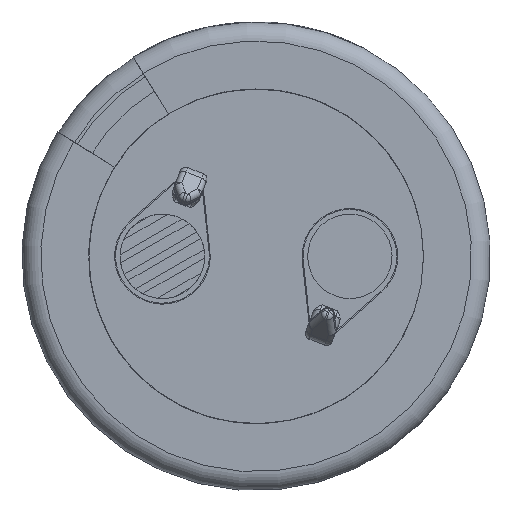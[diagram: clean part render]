
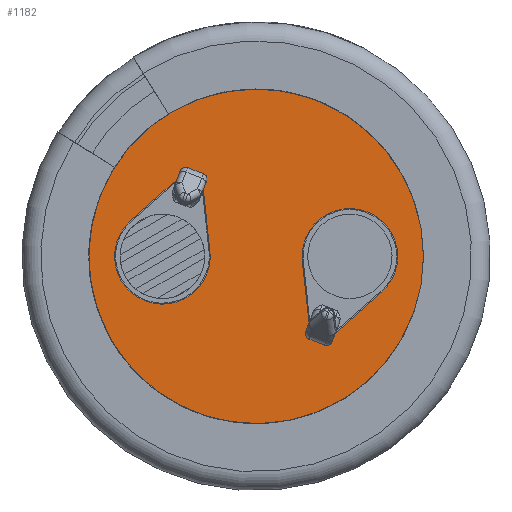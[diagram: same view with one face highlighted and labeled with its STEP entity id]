
A CAD part, front view. The second image highlights one B-rep face of the part: STEP entity #1182.
In plain terms, the highlighted planar face has unit normal (0, -1, 0).
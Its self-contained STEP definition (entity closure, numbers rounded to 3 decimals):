
#1182 = ADVANCED_FACE( '', ( #2762, #2763, #2764 ), #2765, .T. );
#2762 = FACE_OUTER_BOUND( '', #5694, .T. );
#2763 = FACE_BOUND( '', #5695, .T. );
#2764 = FACE_BOUND( '', #5696, .T. );
#2765 = PLANE( '', #5697 );
#5694 = EDGE_LOOP( '', ( #10270 ) );
#5695 = EDGE_LOOP( '', ( #10271, #10272, #10273, #10274 ) );
#5696 = EDGE_LOOP( '', ( #10275, #10276, #10277, #10278 ) );
#5697 = AXIS2_PLACEMENT_3D( '', #10279, #10280, #10281 );
#10270 = ORIENTED_EDGE( '', *, *, #13267, .T. );
#10271 = ORIENTED_EDGE( '', *, *, #14252, .F. );
#10272 = ORIENTED_EDGE( '', *, *, #14253, .F. );
#10273 = ORIENTED_EDGE( '', *, *, #14254, .F. );
#10274 = ORIENTED_EDGE( '', *, *, #13250, .F. );
#10275 = ORIENTED_EDGE( '', *, *, #14255, .T. );
#10276 = ORIENTED_EDGE( '', *, *, #14256, .T. );
#10277 = ORIENTED_EDGE( '', *, *, #13846, .T. );
#10278 = ORIENTED_EDGE( '', *, *, #14080, .T. );
#10279 = CARTESIAN_POINT( '', ( 0., 0., 0. ) );
#10280 = DIRECTION( '', ( 0., -1., 0. ) );
#10281 = DIRECTION( '', ( 1., 0., 0. ) );
#13250 = EDGE_CURVE( '', #15638, #15639, #15640, .T. );
#13267 = EDGE_CURVE( '', #15665, #15665, #15666, .T. );
#13846 = EDGE_CURVE( '', #16636, #16637, #16638, .T. );
#14080 = EDGE_CURVE( '', #16637, #16973, #16974, .T. );
#14252 = EDGE_CURVE( '', #17200, #15638, #17201, .T. );
#14253 = EDGE_CURVE( '', #17202, #17200, #17203, .T. );
#14254 = EDGE_CURVE( '', #15639, #17202, #17204, .T. );
#14255 = EDGE_CURVE( '', #16973, #17205, #17206, .T. );
#14256 = EDGE_CURVE( '', #17205, #16636, #17207, .T. );
#15638 = VERTEX_POINT( '', #19468 );
#15639 = VERTEX_POINT( '', #19469 );
#15640 = CIRCLE( '', #19470, 2.55 );
#15665 = VERTEX_POINT( '', #19502 );
#15666 = CIRCLE( '', #19503, 10.357 );
#16636 = VERTEX_POINT( '', #21989 );
#16637 = VERTEX_POINT( '', #21990 );
#16638 = LINE( '', #21991, #21992 );
#16973 = VERTEX_POINT( '', #22691 );
#16974 = CIRCLE( '', #22692, 2.55 );
#17200 = VERTEX_POINT( '', #23182 );
#17201 = LINE( '', #23183, #23184 );
#17202 = VERTEX_POINT( '', #23185 );
#17203 = LINE( '', #23186, #23187 );
#17204 = LINE( '', #23188, #23189 );
#17205 = VERTEX_POINT( '', #23190 );
#17206 = LINE( '', #23191, #23192 );
#17207 = LINE( '', #23193, #23194 );
#19468 = CARTESIAN_POINT( '', ( -6.694, 0., 1.906 ) );
#19469 = CARTESIAN_POINT( '', ( -2.465, 0., 0.274 ) );
#19470 = AXIS2_PLACEMENT_3D( '', #24953, #24954, #24955 );
#19502 = CARTESIAN_POINT( '', ( 10.357, 0., 0. ) );
#19503 = AXIS2_PLACEMENT_3D( '', #24970, #24971, #24972 );
#21989 = CARTESIAN_POINT( '', ( 2.814, 0., -3.497 ) );
#21990 = CARTESIAN_POINT( '', ( 2.465, 0., -0.274 ) );
#21991 = CARTESIAN_POINT( '', ( 2.814, 0., -3.497 ) );
#21992 = VECTOR( '', #25115, 1000. );
#22691 = CARTESIAN_POINT( '', ( 6.694, 0., -1.906 ) );
#22692 = AXIS2_PLACEMENT_3D( '', #25240, #25241, #25242 );
#23182 = CARTESIAN_POINT( '', ( -4.27, 0., 4.059 ) );
#23183 = CARTESIAN_POINT( '', ( -4.27, 0., 4.059 ) );
#23184 = VECTOR( '', #25307, 1000. );
#23185 = CARTESIAN_POINT( '', ( -2.814, 0., 3.497 ) );
#23186 = CARTESIAN_POINT( '', ( -2.814, 0., 3.497 ) );
#23187 = VECTOR( '', #25308, 1000. );
#23188 = CARTESIAN_POINT( '', ( -2.465, 0., 0.274 ) );
#23189 = VECTOR( '', #25309, 1000. );
#23190 = CARTESIAN_POINT( '', ( 4.27, 0., -4.059 ) );
#23191 = CARTESIAN_POINT( '', ( 6.694, 0., -1.906 ) );
#23192 = VECTOR( '', #25310, 1000. );
#23193 = CARTESIAN_POINT( '', ( 4.27, 0., -4.059 ) );
#23194 = VECTOR( '', #25311, 1000. );
#24953 = CARTESIAN_POINT( '', ( -5., 0., 0. ) );
#24954 = DIRECTION( '', ( 0., -1., 0. ) );
#24955 = DIRECTION( '', ( 0., 0., 1. ) );
#24970 = CARTESIAN_POINT( '', ( 0., 0., 0. ) );
#24971 = DIRECTION( '', ( 0., -1., 0. ) );
#24972 = DIRECTION( '', ( 1., 0., 0. ) );
#25115 = DIRECTION( '', ( -0.108, 0., 0.994 ) );
#25240 = CARTESIAN_POINT( '', ( 5., 0., 0. ) );
#25241 = DIRECTION( '', ( 0., 1., 0. ) );
#25242 = DIRECTION( '', ( 0., 0., -1. ) );
#25307 = DIRECTION( '', ( -0.748, 0., -0.664 ) );
#25308 = DIRECTION( '', ( -0.933, 0., 0.36 ) );
#25309 = DIRECTION( '', ( -0.108, 0., 0.994 ) );
#25310 = DIRECTION( '', ( -0.748, 0., -0.664 ) );
#25311 = DIRECTION( '', ( -0.933, 0., 0.36 ) );
